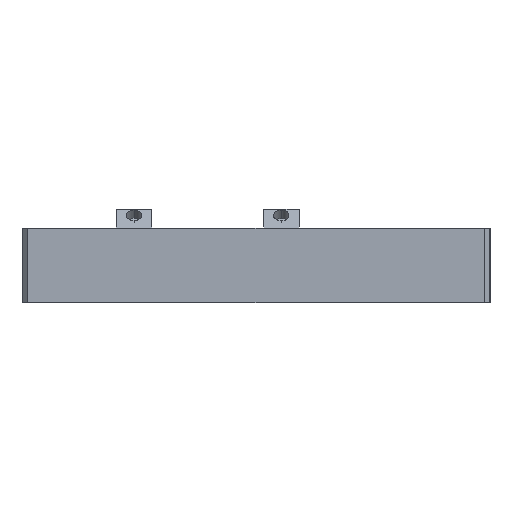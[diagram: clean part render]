
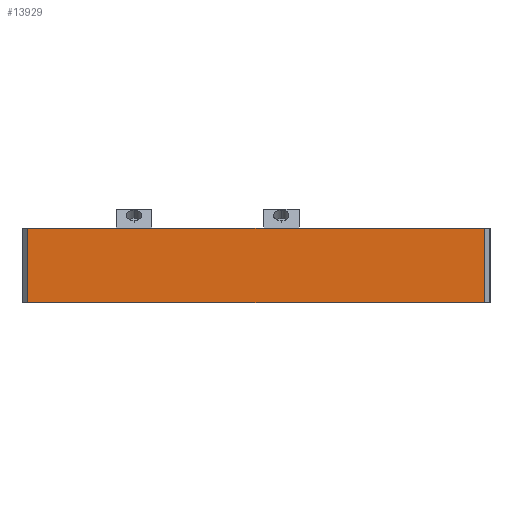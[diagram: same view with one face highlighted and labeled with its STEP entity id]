
A CAD part, left-side view. The second image highlights one B-rep face of the part: STEP entity #13929.
In plain terms, the highlighted planar face has unit normal (-1, 0, 0).
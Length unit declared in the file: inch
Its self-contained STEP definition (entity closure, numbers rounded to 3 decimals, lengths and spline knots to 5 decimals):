
#637 = PLANE ( 'NONE',  #8047 ) ;
#769 = VERTEX_POINT ( 'NONE', #12888 ) ;
#1662 = VECTOR ( 'NONE', #16424, 39.37008 ) ;
#2579 = CARTESIAN_POINT ( 'NONE',  ( -0.50001, 2.435, 0. ) ) ;
#2762 = CARTESIAN_POINT ( 'NONE',  ( -0.50001, 2.435, 0. ) ) ;
#3210 = VECTOR ( 'NONE', #7887, 39.37008 ) ;
#3328 = CARTESIAN_POINT ( 'NONE',  ( -0.50001, 2.465, 0. ) ) ;
#3810 = ORIENTED_EDGE ( 'NONE', *, *, #15573, .T. ) ;
#4138 = ORIENTED_EDGE ( 'NONE', *, *, #13857, .T. ) ;
#4160 = LINE ( 'NONE', #3328, #8156 ) ;
#4742 = ORIENTED_EDGE ( 'NONE', *, *, #18828, .T. ) ;
#5774 = EDGE_LOOP ( 'NONE', ( #4138, #4742, #3810, #16142 ) ) ;
#5780 = CARTESIAN_POINT ( 'NONE',  ( -0.50001, 0., 0. ) ) ;
#6090 = CARTESIAN_POINT ( 'NONE',  ( -0.50001, 0.03, 0. ) ) ;
#7388 = VERTEX_POINT ( 'NONE', #11506 ) ;
#7834 = VERTEX_POINT ( 'NONE', #2579 ) ;
#7887 = DIRECTION ( 'NONE',  ( 0., 0., 1. ) ) ;
#7942 = LINE ( 'NONE', #20644, #16512 ) ;
#8047 = AXIS2_PLACEMENT_3D ( 'NONE', #5780, #19463, #9208 ) ;
#8156 = VECTOR ( 'NONE', #15279, 39.37008 ) ;
#8918 = DIRECTION ( 'NONE',  ( 0., 1., 0. ) ) ;
#9101 = EDGE_CURVE ( 'NONE', #10433, #7388, #21354, .T. ) ;
#9208 = DIRECTION ( 'NONE',  ( 0., 0., 1. ) ) ;
#10433 = VERTEX_POINT ( 'NONE', #6090 ) ;
#11506 = CARTESIAN_POINT ( 'NONE',  ( -0.50001, 0.03, 0.3945 ) ) ;
#11966 = FACE_OUTER_BOUND ( 'NONE', #5774, .T. ) ;
#12888 = CARTESIAN_POINT ( 'NONE',  ( -0.50001, 2.435, 0.3945 ) ) ;
#13857 = EDGE_CURVE ( 'NONE', #7388, #769, #7942, .T. ) ;
#13929 = ADVANCED_FACE ( 'NONE', ( #11966 ), #637, .T. ) ;
#15279 = DIRECTION ( 'NONE',  ( 0., -1., 0. ) ) ;
#15573 = EDGE_CURVE ( 'NONE', #7834, #10433, #4160, .T. ) ;
#16142 = ORIENTED_EDGE ( 'NONE', *, *, #9101, .T. ) ;
#16424 = DIRECTION ( 'NONE',  ( 0., 0., -1. ) ) ;
#16512 = VECTOR ( 'NONE', #8918, 39.37008 ) ;
#16575 = CARTESIAN_POINT ( 'NONE',  ( -0.50001, 0.03, 0. ) ) ;
#18764 = LINE ( 'NONE', #2762, #1662 ) ;
#18828 = EDGE_CURVE ( 'NONE', #769, #7834, #18764, .T. ) ;
#19463 = DIRECTION ( 'NONE',  ( -1., 0., 0. ) ) ;
#20644 = CARTESIAN_POINT ( 'NONE',  ( -0.50001, 0., 0.3945 ) ) ;
#21354 = LINE ( 'NONE', #16575, #3210 ) ;
